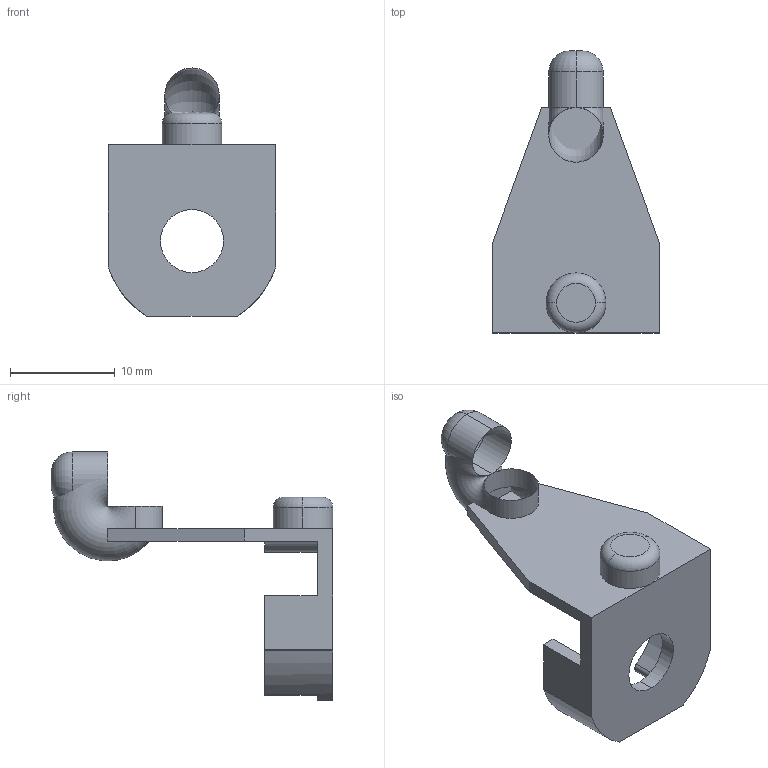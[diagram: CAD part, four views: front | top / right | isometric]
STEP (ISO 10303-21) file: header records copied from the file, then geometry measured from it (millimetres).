
FILE_DESCRIPTION (( 'STEP AP203' ), '1' );
FILE_NAME ('蹟佪絮價釱', '2025-10-09T07:36:14', ( '' ), ( '' ), 'SwSTEP 2.0', 'SolidWorks 2025', '' );
FILE_SCHEMA (( 'CONFIG_CONTROL_DESIGN' ));
Length unit declared in the file: millimetre
Products named in the file (1): 螺丝刀基座
Bounding box: 16 x 26.85 x 23.65 mm (x, y, z)
Volume: 735.6 mm3; surface area: 1697.5 mm2
Topology: 1 solids, 1 shells, 49 faces, 135 edges, 86 vertices
Faces by surface type: cylinder 25, plane 19, torus 5
Entity records: 1647 total; most frequent: DIRECTION 296, CARTESIAN_POINT 269, ORIENTED_EDGE 266, EDGE_CURVE 133, AXIS2_PLACEMENT_3D 113, VERTEX_POINT 86, VECTOR 70, LINE 70
